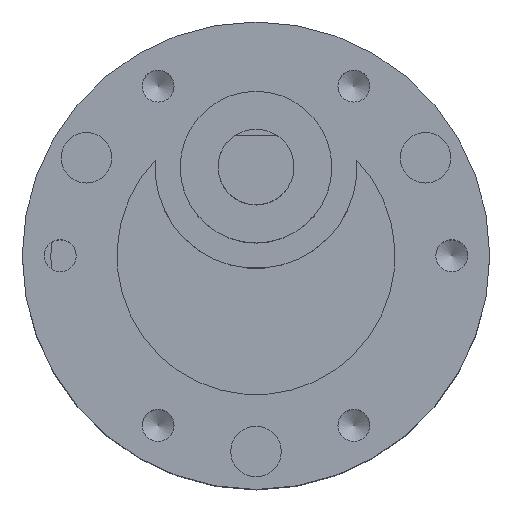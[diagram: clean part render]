
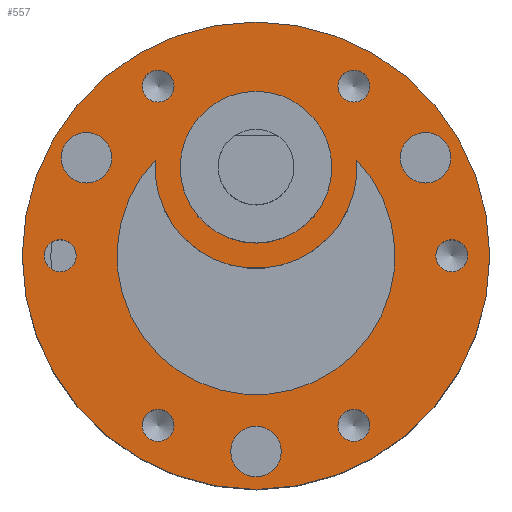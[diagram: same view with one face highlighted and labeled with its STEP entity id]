
A CAD part, top view. The second image highlights one B-rep face of the part: STEP entity #557.
In plain terms, the highlighted planar face has unit normal (0, 0, 1).
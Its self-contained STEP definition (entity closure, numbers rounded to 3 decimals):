
#24=FACE_BOUND('',#217,.T.);
#25=FACE_BOUND('',#218,.T.);
#26=FACE_BOUND('',#219,.T.);
#27=FACE_BOUND('',#220,.T.);
#28=FACE_BOUND('',#221,.T.);
#29=FACE_BOUND('',#222,.T.);
#30=FACE_BOUND('',#223,.T.);
#31=FACE_BOUND('',#224,.T.);
#32=FACE_BOUND('',#225,.T.);
#33=FACE_BOUND('',#226,.T.);
#34=FACE_BOUND('',#227,.T.);
#65=PLANE('',#673);
#174=FACE_OUTER_BOUND('',#216,.T.);
#216=EDGE_LOOP('',(#486));
#217=EDGE_LOOP('',(#487,#488));
#218=EDGE_LOOP('',(#489));
#219=EDGE_LOOP('',(#490));
#220=EDGE_LOOP('',(#491));
#221=EDGE_LOOP('',(#492));
#222=EDGE_LOOP('',(#493));
#223=EDGE_LOOP('',(#494));
#224=EDGE_LOOP('',(#495));
#225=EDGE_LOOP('',(#496));
#226=EDGE_LOOP('',(#497));
#227=EDGE_LOOP('',(#498));
#244=CIRCLE('',#624,8.);
#246=CIRCLE('',#627,11.);
#248=CIRCLE('',#631,2.);
#250=CIRCLE('',#635,2.);
#252=CIRCLE('',#639,2.);
#255=CIRCLE('',#645,1.265);
#257=CIRCLE('',#649,1.265);
#259=CIRCLE('',#653,1.265);
#261=CIRCLE('',#657,1.265);
#263=CIRCLE('',#661,1.265);
#265=CIRCLE('',#665,1.265);
#269=CIRCLE('',#671,6.);
#270=CIRCLE('',#674,18.5);
#282=VERTEX_POINT('',#923);
#283=VERTEX_POINT('',#924);
#286=VERTEX_POINT('',#936);
#288=VERTEX_POINT('',#943);
#290=VERTEX_POINT('',#950);
#294=VERTEX_POINT('',#962);
#297=VERTEX_POINT('',#971);
#300=VERTEX_POINT('',#980);
#303=VERTEX_POINT('',#989);
#306=VERTEX_POINT('',#998);
#309=VERTEX_POINT('',#1007);
#313=VERTEX_POINT('',#1019);
#314=VERTEX_POINT('',#1024);
#332=EDGE_CURVE('',#282,#283,#244,.T.);
#336=EDGE_CURVE('',#283,#282,#246,.T.);
#338=EDGE_CURVE('',#286,#286,#248,.T.);
#341=EDGE_CURVE('',#288,#288,#250,.T.);
#344=EDGE_CURVE('',#290,#290,#252,.T.);
#349=EDGE_CURVE('',#294,#294,#255,.T.);
#353=EDGE_CURVE('',#297,#297,#257,.T.);
#357=EDGE_CURVE('',#300,#300,#259,.T.);
#361=EDGE_CURVE('',#303,#303,#261,.T.);
#365=EDGE_CURVE('',#306,#306,#263,.T.);
#369=EDGE_CURVE('',#309,#309,#265,.T.);
#376=EDGE_CURVE('',#313,#313,#269,.T.);
#377=EDGE_CURVE('',#314,#314,#270,.T.);
#486=ORIENTED_EDGE('',*,*,#377,.T.);
#487=ORIENTED_EDGE('',*,*,#332,.T.);
#488=ORIENTED_EDGE('',*,*,#336,.T.);
#489=ORIENTED_EDGE('',*,*,#338,.T.);
#490=ORIENTED_EDGE('',*,*,#341,.T.);
#491=ORIENTED_EDGE('',*,*,#344,.T.);
#492=ORIENTED_EDGE('',*,*,#349,.T.);
#493=ORIENTED_EDGE('',*,*,#353,.T.);
#494=ORIENTED_EDGE('',*,*,#357,.T.);
#495=ORIENTED_EDGE('',*,*,#361,.T.);
#496=ORIENTED_EDGE('',*,*,#365,.T.);
#497=ORIENTED_EDGE('',*,*,#369,.T.);
#498=ORIENTED_EDGE('',*,*,#376,.T.);
#557=ADVANCED_FACE('',(#174,#24,#25,#26,#27,#28,#29,#30,#31,#32,#33,#34),
#65,.T.);
#624=AXIS2_PLACEMENT_3D('',#925,#734,#735);
#627=AXIS2_PLACEMENT_3D('',#932,#742,#743);
#631=AXIS2_PLACEMENT_3D('',#937,#750,#751);
#635=AXIS2_PLACEMENT_3D('',#944,#759,#760);
#639=AXIS2_PLACEMENT_3D('',#951,#768,#769);
#645=AXIS2_PLACEMENT_3D('',#963,#782,#783);
#649=AXIS2_PLACEMENT_3D('',#972,#792,#793);
#653=AXIS2_PLACEMENT_3D('',#981,#802,#803);
#657=AXIS2_PLACEMENT_3D('',#990,#812,#813);
#661=AXIS2_PLACEMENT_3D('',#999,#822,#823);
#665=AXIS2_PLACEMENT_3D('',#1008,#832,#833);
#671=AXIS2_PLACEMENT_3D('',#1021,#847,#848);
#673=AXIS2_PLACEMENT_3D('',#1023,#851,#852);
#674=AXIS2_PLACEMENT_3D('',#1025,#853,#854);
#734=DIRECTION('center_axis',(0.,0.,1.));
#735=DIRECTION('ref_axis',(-0.997,0.071,0.));
#742=DIRECTION('center_axis',(0.,0.,-1.));
#743=DIRECTION('ref_axis',(-0.725,0.688,0.));
#750=DIRECTION('center_axis',(0.,0.,-1.));
#751=DIRECTION('ref_axis',(1.,0.,0.));
#759=DIRECTION('center_axis',(0.,0.,-1.));
#760=DIRECTION('ref_axis',(1.,0.,0.));
#768=DIRECTION('center_axis',(0.,0.,-1.));
#769=DIRECTION('ref_axis',(1.,0.,0.));
#782=DIRECTION('center_axis',(0.,0.,-1.));
#783=DIRECTION('ref_axis',(1.,0.,0.));
#792=DIRECTION('center_axis',(0.,0.,-1.));
#793=DIRECTION('ref_axis',(1.,0.,0.));
#802=DIRECTION('center_axis',(0.,0.,-1.));
#803=DIRECTION('ref_axis',(1.,0.,0.));
#812=DIRECTION('center_axis',(0.,0.,-1.));
#813=DIRECTION('ref_axis',(1.,0.,0.));
#822=DIRECTION('center_axis',(0.,0.,-1.));
#823=DIRECTION('ref_axis',(1.,0.,0.));
#832=DIRECTION('center_axis',(0.,0.,-1.));
#833=DIRECTION('ref_axis',(1.,0.,0.));
#847=DIRECTION('center_axis',(0.,0.,-1.));
#848=DIRECTION('ref_axis',(1.,0.,0.));
#851=DIRECTION('center_axis',(0.,0.,1.));
#852=DIRECTION('ref_axis',(1.,0.,0.));
#853=DIRECTION('center_axis',(0.,0.,1.));
#854=DIRECTION('ref_axis',(1.,0.,0.));
#923=CARTESIAN_POINT('',(-7.98,7.571,0.));
#924=CARTESIAN_POINT('',(7.98,7.571,0.));
#925=CARTESIAN_POINT('Origin',(0.,7.,0.));
#932=CARTESIAN_POINT('Origin',(0.,0.,0.));
#936=CARTESIAN_POINT('',(-15.423,7.75,0.));
#937=CARTESIAN_POINT('Origin',(-13.423,7.75,0.));
#943=CARTESIAN_POINT('',(-2.,-15.5,0.));
#944=CARTESIAN_POINT('Origin',(0.,-15.5,0.));
#950=CARTESIAN_POINT('',(11.423,7.75,0.));
#951=CARTESIAN_POINT('Origin',(13.423,7.75,0.));
#962=CARTESIAN_POINT('',(6.485,-13.423,0.));
#963=CARTESIAN_POINT('Origin',(7.75,-13.423,0.));
#971=CARTESIAN_POINT('',(-16.765,0.,0.));
#972=CARTESIAN_POINT('Origin',(-15.5,0.,0.));
#980=CARTESIAN_POINT('',(6.486,13.423,0.));
#981=CARTESIAN_POINT('Origin',(7.75,13.423,0.));
#989=CARTESIAN_POINT('',(-9.015,13.423,0.));
#990=CARTESIAN_POINT('Origin',(-7.75,13.423,0.));
#998=CARTESIAN_POINT('',(-9.015,-13.423,0.));
#999=CARTESIAN_POINT('Origin',(-7.75,-13.423,0.));
#1007=CARTESIAN_POINT('',(14.236,0.,0.));
#1008=CARTESIAN_POINT('Origin',(15.5,0.,0.));
#1019=CARTESIAN_POINT('',(-6.,7.,0.));
#1021=CARTESIAN_POINT('Origin',(0.,7.,0.));
#1023=CARTESIAN_POINT('Origin',(0.,0.,0.));
#1024=CARTESIAN_POINT('',(-18.5,0.,0.));
#1025=CARTESIAN_POINT('Origin',(0.,0.,0.));
